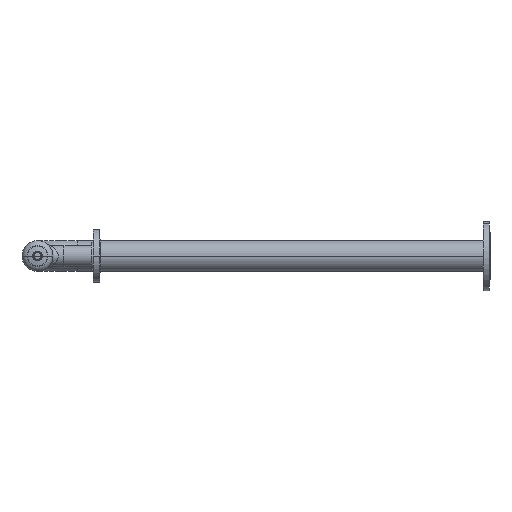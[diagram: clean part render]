
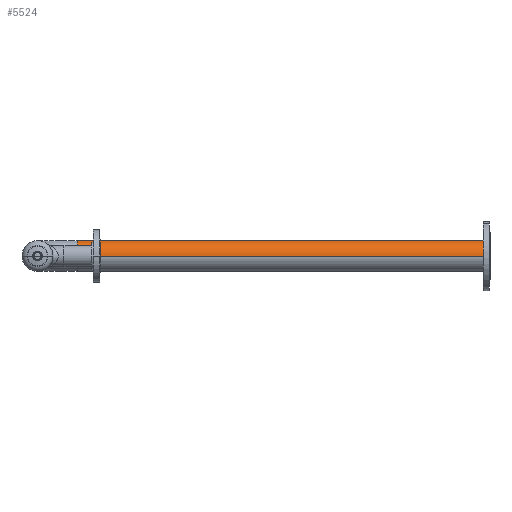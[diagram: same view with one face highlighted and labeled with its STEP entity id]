
A CAD part, left-side view. The second image highlights one B-rep face of the part: STEP entity #5524.
In plain terms, the highlighted cylindrical face has radius 44.45 mm (diameter 88.9 mm), a partial arc.
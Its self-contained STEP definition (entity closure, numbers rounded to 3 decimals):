
#36 = ORIENTED_EDGE ( 'NONE', *, *, #4013, .T. ) ;
#343 = DIRECTION ( 'NONE',  ( 1., 0., 0. ) ) ;
#438 = VERTEX_POINT ( 'NONE', #1433 ) ;
#631 = EDGE_LOOP ( 'NONE', ( #1728, #1607, #36, #5172 ) ) ;
#972 = CYLINDRICAL_SURFACE ( 'NONE', #1349, 44.45 ) ;
#1240 = DIRECTION ( 'NONE',  ( 0., 1., 0. ) ) ;
#1349 = AXIS2_PLACEMENT_3D ( 'NONE', #3267, #2785, #5111 ) ;
#1433 = CARTESIAN_POINT ( 'NONE',  ( 1014.45, -114.5, 0. ) ) ;
#1471 = VERTEX_POINT ( 'NONE', #3287 ) ;
#1582 = CARTESIAN_POINT ( 'NONE',  ( 925.55, -1293., 0. ) ) ;
#1607 = ORIENTED_EDGE ( 'NONE', *, *, #5254, .T. ) ;
#1728 = ORIENTED_EDGE ( 'NONE', *, *, #2897, .F. ) ;
#1795 = CARTESIAN_POINT ( 'NONE',  ( 970., -1293., 0. ) ) ;
#1798 = CIRCLE ( 'NONE', #3999, 44.45 ) ;
#1856 = DIRECTION ( 'NONE',  ( 1., 0., 0. ) ) ;
#1922 = CARTESIAN_POINT ( 'NONE',  ( 925.55, -1293., 0. ) ) ;
#2215 = EDGE_CURVE ( 'NONE', #4352, #1471, #2269, .T. ) ;
#2259 = CARTESIAN_POINT ( 'NONE',  ( 1014.45, -1293., 0. ) ) ;
#2269 = LINE ( 'NONE', #1922, #3789 ) ;
#2616 = CARTESIAN_POINT ( 'NONE',  ( 970., -114.5, 0. ) ) ;
#2785 = DIRECTION ( 'NONE',  ( 0., 1., 0. ) ) ;
#2843 = FACE_OUTER_BOUND ( 'NONE', #631, .T. ) ;
#2897 = EDGE_CURVE ( 'NONE', #5174, #4352, #1798, .T. ) ;
#3267 = CARTESIAN_POINT ( 'NONE',  ( 970., -1293., 0. ) ) ;
#3287 = CARTESIAN_POINT ( 'NONE',  ( 925.55, -114.5, 0. ) ) ;
#3606 = DIRECTION ( 'NONE',  ( 0., -1., 0. ) ) ;
#3789 = VECTOR ( 'NONE', #5012, 1000. ) ;
#3999 = AXIS2_PLACEMENT_3D ( 'NONE', #1795, #3606, #1856 ) ;
#4013 = EDGE_CURVE ( 'NONE', #438, #1471, #5545, .T. ) ;
#4207 = VECTOR ( 'NONE', #1240, 1000. ) ;
#4352 = VERTEX_POINT ( 'NONE', #1582 ) ;
#4455 = DIRECTION ( 'NONE',  ( 0., -1., 0. ) ) ;
#4723 = LINE ( 'NONE', #5315, #4207 ) ;
#5012 = DIRECTION ( 'NONE',  ( 0., 1., 0. ) ) ;
#5068 = AXIS2_PLACEMENT_3D ( 'NONE', #2616, #4455, #343 ) ;
#5111 = DIRECTION ( 'NONE',  ( -1., 0., 0. ) ) ;
#5172 = ORIENTED_EDGE ( 'NONE', *, *, #2215, .F. ) ;
#5174 = VERTEX_POINT ( 'NONE', #2259 ) ;
#5254 = EDGE_CURVE ( 'NONE', #5174, #438, #4723, .T. ) ;
#5315 = CARTESIAN_POINT ( 'NONE',  ( 1014.45, -1293., 0. ) ) ;
#5524 = ADVANCED_FACE ( 'NONE', ( #2843 ), #972, .T. ) ;
#5545 = CIRCLE ( 'NONE', #5068, 44.45 ) ;
